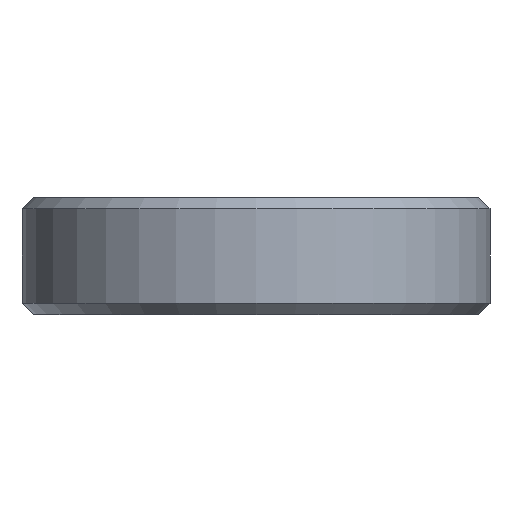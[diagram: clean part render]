
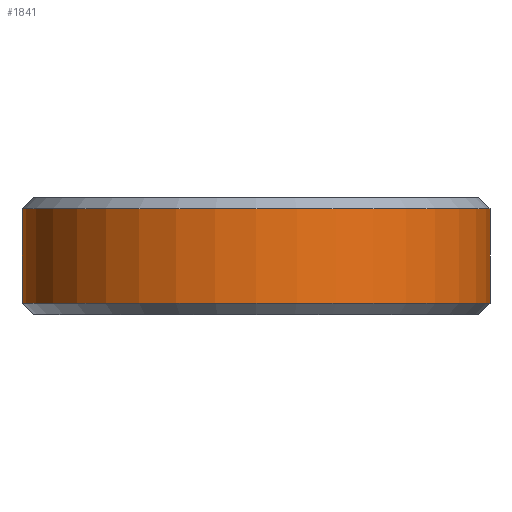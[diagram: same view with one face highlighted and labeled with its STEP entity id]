
A CAD part, left-side view. The second image highlights one B-rep face of the part: STEP entity #1841.
In plain terms, the highlighted cylindrical face has radius 6.25 mm (diameter 12.5 mm), a partial arc.
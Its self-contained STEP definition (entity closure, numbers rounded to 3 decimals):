
#144 = VERTEX_POINT('',#145);
#145 = CARTESIAN_POINT('',(0.,-6.25,0.3));
#161 = CONICAL_SURFACE('',#162,6.25,0.785);
#162 = AXIS2_PLACEMENT_3D('',#163,#164,#165);
#163 = CARTESIAN_POINT('',(0.,0.,0.3));
#164 = DIRECTION('',(0.,0.,1.));
#165 = DIRECTION('',(0.,1.,0.));
#187 = PLANE('',#188);
#188 = AXIS2_PLACEMENT_3D('',#189,#190,#191);
#189 = CARTESIAN_POINT('',(187.5,-6.25,0.));
#190 = DIRECTION('',(0.,-1.,0.));
#191 = DIRECTION('',(-1.,0.,0.));
#290 = PLANE('',#291);
#291 = AXIS2_PLACEMENT_3D('',#292,#293,#294);
#292 = CARTESIAN_POINT('',(187.5,6.25,0.));
#293 = DIRECTION('',(0.,-1.,0.));
#294 = DIRECTION('',(-1.,0.,0.));
#914 = VERTEX_POINT('',#915);
#915 = CARTESIAN_POINT('',(0.,6.25,0.3));
#962 = EDGE_CURVE('',#914,#144,#963,.T.);
#963 = SURFACE_CURVE('',#964,(#969,#976),.PCURVE_S1.);
#964 = CIRCLE('',#965,6.25);
#965 = AXIS2_PLACEMENT_3D('',#966,#967,#968);
#966 = CARTESIAN_POINT('',(0.,0.,0.3));
#967 = DIRECTION('',(0.,-0.,1.));
#968 = DIRECTION('',(0.,1.,0.));
#969 = PCURVE('',#161,#970);
#970 = DEFINITIONAL_REPRESENTATION('',(#971),#975);
#971 = LINE('',#972,#973);
#972 = CARTESIAN_POINT('',(0.,-0.));
#973 = VECTOR('',#974,1.);
#974 = DIRECTION('',(1.,-0.));
#975 = ( GEOMETRIC_REPRESENTATION_CONTEXT(2) 
PARAMETRIC_REPRESENTATION_CONTEXT() REPRESENTATION_CONTEXT('2D SPACE',''
  ) );
#976 = PCURVE('',#977,#982);
#977 = CYLINDRICAL_SURFACE('',#978,6.25);
#978 = AXIS2_PLACEMENT_3D('',#979,#980,#981);
#979 = CARTESIAN_POINT('',(0.,0.,0.));
#980 = DIRECTION('',(-0.,-0.,-1.));
#981 = DIRECTION('',(1.,0.,0.));
#982 = DEFINITIONAL_REPRESENTATION('',(#983),#987);
#983 = LINE('',#984,#985);
#984 = CARTESIAN_POINT('',(-1.571,-0.3));
#985 = VECTOR('',#986,1.);
#986 = DIRECTION('',(-1.,0.));
#987 = ( GEOMETRIC_REPRESENTATION_CONTEXT(2) 
PARAMETRIC_REPRESENTATION_CONTEXT() REPRESENTATION_CONTEXT('2D SPACE',''
  ) );
#996 = VERTEX_POINT('',#997);
#997 = CARTESIAN_POINT('',(0.,-6.25,2.825));
#1023 = EDGE_CURVE('',#144,#996,#1024,.T.);
#1024 = SURFACE_CURVE('',#1025,(#1029,#1036),.PCURVE_S1.);
#1025 = LINE('',#1026,#1027);
#1026 = CARTESIAN_POINT('',(0.,-6.25,0.));
#1027 = VECTOR('',#1028,1.);
#1028 = DIRECTION('',(0.,0.,1.));
#1029 = PCURVE('',#187,#1030);
#1030 = DEFINITIONAL_REPRESENTATION('',(#1031),#1035);
#1031 = LINE('',#1032,#1033);
#1032 = CARTESIAN_POINT('',(187.5,0.));
#1033 = VECTOR('',#1034,1.);
#1034 = DIRECTION('',(0.,-1.));
#1035 = ( GEOMETRIC_REPRESENTATION_CONTEXT(2) 
PARAMETRIC_REPRESENTATION_CONTEXT() REPRESENTATION_CONTEXT('2D SPACE',''
  ) );
#1036 = PCURVE('',#977,#1037);
#1037 = DEFINITIONAL_REPRESENTATION('',(#1038),#1042);
#1038 = LINE('',#1039,#1040);
#1039 = CARTESIAN_POINT('',(-4.712,0.));
#1040 = VECTOR('',#1041,1.);
#1041 = DIRECTION('',(-0.,-1.));
#1042 = ( GEOMETRIC_REPRESENTATION_CONTEXT(2) 
PARAMETRIC_REPRESENTATION_CONTEXT() REPRESENTATION_CONTEXT('2D SPACE',''
  ) );
#1132 = VERTEX_POINT('',#1133);
#1133 = CARTESIAN_POINT('',(0.,6.25,2.825));
#1154 = EDGE_CURVE('',#914,#1132,#1155,.T.);
#1155 = SURFACE_CURVE('',#1156,(#1160,#1167),.PCURVE_S1.);
#1156 = LINE('',#1157,#1158);
#1157 = CARTESIAN_POINT('',(0.,6.25,0.));
#1158 = VECTOR('',#1159,1.);
#1159 = DIRECTION('',(0.,0.,1.));
#1160 = PCURVE('',#290,#1161);
#1161 = DEFINITIONAL_REPRESENTATION('',(#1162),#1166);
#1162 = LINE('',#1163,#1164);
#1163 = CARTESIAN_POINT('',(187.5,0.));
#1164 = VECTOR('',#1165,1.);
#1165 = DIRECTION('',(0.,-1.));
#1166 = ( GEOMETRIC_REPRESENTATION_CONTEXT(2) 
PARAMETRIC_REPRESENTATION_CONTEXT() REPRESENTATION_CONTEXT('2D SPACE',''
  ) );
#1167 = PCURVE('',#977,#1168);
#1168 = DEFINITIONAL_REPRESENTATION('',(#1169),#1173);
#1169 = LINE('',#1170,#1171);
#1170 = CARTESIAN_POINT('',(-1.571,0.));
#1171 = VECTOR('',#1172,1.);
#1172 = DIRECTION('',(-0.,-1.));
#1173 = ( GEOMETRIC_REPRESENTATION_CONTEXT(2) 
PARAMETRIC_REPRESENTATION_CONTEXT() REPRESENTATION_CONTEXT('2D SPACE',''
  ) );
#1841 = ADVANCED_FACE('',(#1842),#977,.T.);
#1842 = FACE_BOUND('',#1843,.F.);
#1843 = EDGE_LOOP('',(#1844,#1845,#1872,#1873));
#1844 = ORIENTED_EDGE('',*,*,#1154,.T.);
#1845 = ORIENTED_EDGE('',*,*,#1846,.T.);
#1846 = EDGE_CURVE('',#1132,#996,#1847,.T.);
#1847 = SURFACE_CURVE('',#1848,(#1853,#1860),.PCURVE_S1.);
#1848 = CIRCLE('',#1849,6.25);
#1849 = AXIS2_PLACEMENT_3D('',#1850,#1851,#1852);
#1850 = CARTESIAN_POINT('',(0.,0.,2.825));
#1851 = DIRECTION('',(0.,-0.,1.));
#1852 = DIRECTION('',(0.,1.,0.));
#1853 = PCURVE('',#977,#1854);
#1854 = DEFINITIONAL_REPRESENTATION('',(#1855),#1859);
#1855 = LINE('',#1856,#1857);
#1856 = CARTESIAN_POINT('',(-1.571,-2.825));
#1857 = VECTOR('',#1858,1.);
#1858 = DIRECTION('',(-1.,0.));
#1859 = ( GEOMETRIC_REPRESENTATION_CONTEXT(2) 
PARAMETRIC_REPRESENTATION_CONTEXT() REPRESENTATION_CONTEXT('2D SPACE',''
  ) );
#1860 = PCURVE('',#1861,#1866);
#1861 = CONICAL_SURFACE('',#1862,6.25,0.785);
#1862 = AXIS2_PLACEMENT_3D('',#1863,#1864,#1865);
#1863 = CARTESIAN_POINT('',(0.,0.,2.825));
#1864 = DIRECTION('',(-0.,-0.,-1.));
#1865 = DIRECTION('',(0.,1.,0.));
#1866 = DEFINITIONAL_REPRESENTATION('',(#1867),#1871);
#1867 = LINE('',#1868,#1869);
#1868 = CARTESIAN_POINT('',(-0.,-0.));
#1869 = VECTOR('',#1870,1.);
#1870 = DIRECTION('',(-1.,-0.));
#1871 = ( GEOMETRIC_REPRESENTATION_CONTEXT(2) 
PARAMETRIC_REPRESENTATION_CONTEXT() REPRESENTATION_CONTEXT('2D SPACE',''
  ) );
#1872 = ORIENTED_EDGE('',*,*,#1023,.F.);
#1873 = ORIENTED_EDGE('',*,*,#962,.F.);
